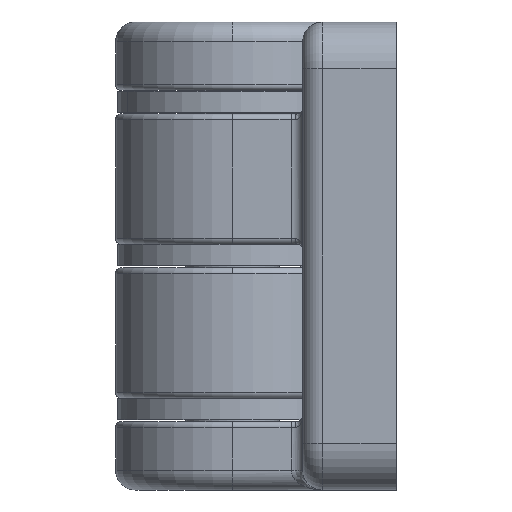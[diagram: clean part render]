
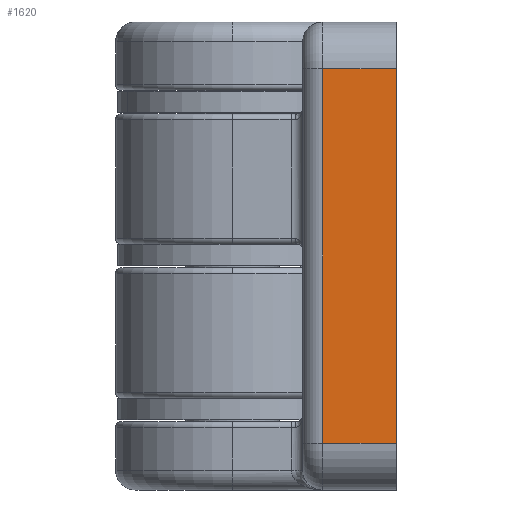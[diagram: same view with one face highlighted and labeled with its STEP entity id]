
A CAD part, left-side view. The second image highlights one B-rep face of the part: STEP entity #1620.
In plain terms, the highlighted planar face has unit normal (-1, 0, 0).
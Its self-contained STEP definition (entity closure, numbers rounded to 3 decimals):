
#22 = CARTESIAN_POINT ( 'NONE',  ( -40., -14., -4. ) ) ;
#87 = VERTEX_POINT ( 'NONE', #2965 ) ;
#130 = VERTEX_POINT ( 'NONE', #2563 ) ;
#375 = VECTOR ( 'NONE', #2622, 1000. ) ;
#410 = EDGE_CURVE ( 'NONE', #87, #3073, #2841, .T. ) ;
#434 = EDGE_CURVE ( 'NONE', #2550, #87, #3887, .T. ) ;
#446 = VECTOR ( 'NONE', #1892, 1000. ) ;
#453 = EDGE_CURVE ( 'NONE', #130, #2550, #1238, .T. ) ;
#478 = EDGE_CURVE ( 'NONE', #3073, #130, #3710, .T. ) ;
#700 = DIRECTION ( 'NONE',  ( 0., 0., 1. ) ) ;
#1063 = CARTESIAN_POINT ( 'NONE',  ( -40., -7.69, -36. ) ) ;
#1209 = ORIENTED_EDGE ( 'NONE', *, *, #410, .T. ) ;
#1238 = LINE ( 'NONE', #1798, #446 ) ;
#1514 = FACE_OUTER_BOUND ( 'NONE', #2330, .T. ) ;
#1620 = ADVANCED_FACE ( 'NONE', ( #1514 ), #2155, .T. ) ;
#1650 = CARTESIAN_POINT ( 'NONE',  ( -40., -14., -40. ) ) ;
#1723 = CARTESIAN_POINT ( 'NONE',  ( -40., -6., -4. ) ) ;
#1798 = CARTESIAN_POINT ( 'NONE',  ( -40., -7.69, -40. ) ) ;
#1892 = DIRECTION ( 'NONE',  ( 0., 0., -1. ) ) ;
#1950 = CARTESIAN_POINT ( 'NONE',  ( -40., -14., -36. ) ) ;
#1959 = DIRECTION ( 'NONE',  ( 0., -1., 0. ) ) ;
#2003 = ORIENTED_EDGE ( 'NONE', *, *, #478, .T. ) ;
#2155 = PLANE ( 'NONE',  #3010 ) ;
#2158 = DIRECTION ( 'NONE',  ( -1., 0., 0. ) ) ;
#2206 = VECTOR ( 'NONE', #2583, 1000. ) ;
#2319 = ORIENTED_EDGE ( 'NONE', *, *, #453, .T. ) ;
#2330 = EDGE_LOOP ( 'NONE', ( #2003, #2319, #3771, #1209 ) ) ;
#2533 = CARTESIAN_POINT ( 'NONE',  ( -40., -6., -40. ) ) ;
#2550 = VERTEX_POINT ( 'NONE', #1063 ) ;
#2563 = CARTESIAN_POINT ( 'NONE',  ( -40., -7.69, -4. ) ) ;
#2583 = DIRECTION ( 'NONE',  ( 0., 1., 0. ) ) ;
#2622 = DIRECTION ( 'NONE',  ( 0., 0., 1. ) ) ;
#2841 = LINE ( 'NONE', #1650, #375 ) ;
#2965 = CARTESIAN_POINT ( 'NONE',  ( -40., -14., -36. ) ) ;
#3010 = AXIS2_PLACEMENT_3D ( 'NONE', #2533, #2158, #700 ) ;
#3073 = VERTEX_POINT ( 'NONE', #22 ) ;
#3107 = VECTOR ( 'NONE', #1959, 1000. ) ;
#3710 = LINE ( 'NONE', #1723, #2206 ) ;
#3771 = ORIENTED_EDGE ( 'NONE', *, *, #434, .T. ) ;
#3887 = LINE ( 'NONE', #1950, #3107 ) ;
